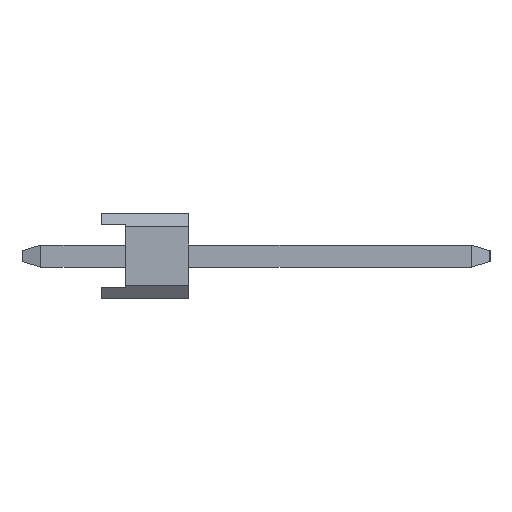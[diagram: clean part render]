
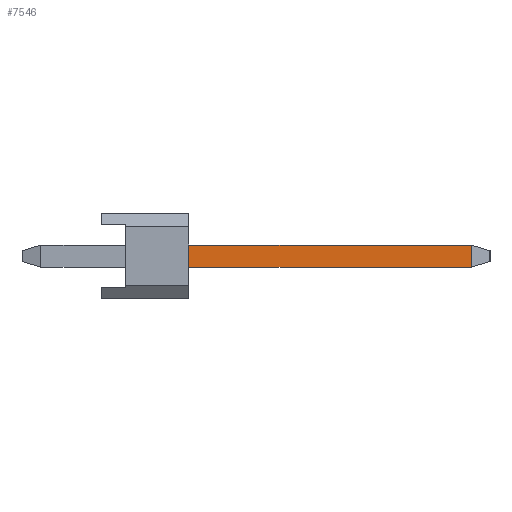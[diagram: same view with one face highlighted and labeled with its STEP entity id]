
A CAD part, left-side view. The second image highlights one B-rep face of the part: STEP entity #7546.
In plain terms, the highlighted planar face has unit normal (-1, 0, 0).
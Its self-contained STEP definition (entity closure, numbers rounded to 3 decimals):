
#5152=VERTEX_POINT('',#14453);
#5696=VERTEX_POINT('',#15052);
#6232=EDGE_CURVE('',#6746,#5152,#15645,.T.);
#6308=EDGE_CURVE('',#5696,#12130,#15731,.T.);
#6326=EDGE_CURVE('',#12130,#6746,#15750,.T.);
#6746=VERTEX_POINT('',#16209);
#7546=ADVANCED_FACE('',(#17075),#17076,.T.);
#12130=VERTEX_POINT('',#22147);
#13396=EDGE_CURVE('',#5152,#5696,#23519,.T.);
#14453=CARTESIAN_POINT('',(-37.15,-10.744,-0.32));
#15052=CARTESIAN_POINT('',(-37.15,-2.54,-0.32));
#15645=LINE('',#26567,#26568);
#15731=LINE('',#26685,#26686);
#15750=LINE('',#26716,#26717);
#16209=CARTESIAN_POINT('',(-37.15,-10.744,0.32));
#17075=FACE_OUTER_BOUND('',#28660,.T.);
#17076=PLANE('',#28661);
#22147=CARTESIAN_POINT('',(-37.15,-2.54,0.32));
#23519=LINE('',#38023,#38024);
#26567=CARTESIAN_POINT('',(-37.15,-10.744,0.5));
#26568=VECTOR('',#40605,1.0);
#26685=CARTESIAN_POINT('',(-37.15,-2.54,0.252));
#26686=VECTOR('',#40703,1.0);
#26716=CARTESIAN_POINT('',(-37.15,-4.49,0.32));
#26717=VECTOR('',#40717,1.0);
#28660=EDGE_LOOP('',(#41894,#41895,#41896,#41897));
#28661=AXIS2_PLACEMENT_3D('',#41898,#41899,#41900);
#38023=CARTESIAN_POINT('',(-37.15,1.764,-0.32));
#38024=VECTOR('',#48376,1.0);
#40605=DIRECTION('',(0.0,0.,-1.0));
#40703=DIRECTION('',(0.,0.,1.0));
#40717=DIRECTION('',(0.,-1.0,0.));
#41894=ORIENTED_EDGE('',*,*,#6308,.F.);
#41895=ORIENTED_EDGE('',*,*,#13396,.F.);
#41896=ORIENTED_EDGE('',*,*,#6232,.F.);
#41897=ORIENTED_EDGE('',*,*,#6326,.F.);
#41898=CARTESIAN_POINT('',(-37.15,1.764,0.5));
#41899=DIRECTION('',(-1.0,0.,0.));
#41900=DIRECTION('',(0.,1.0,0.));
#48376=DIRECTION('',(0.,1.0,0.));
